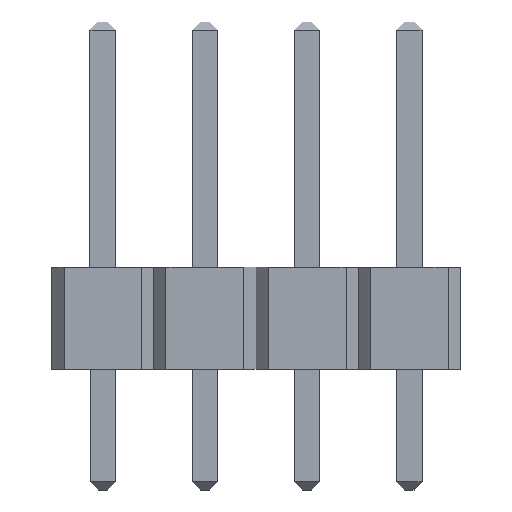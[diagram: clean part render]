
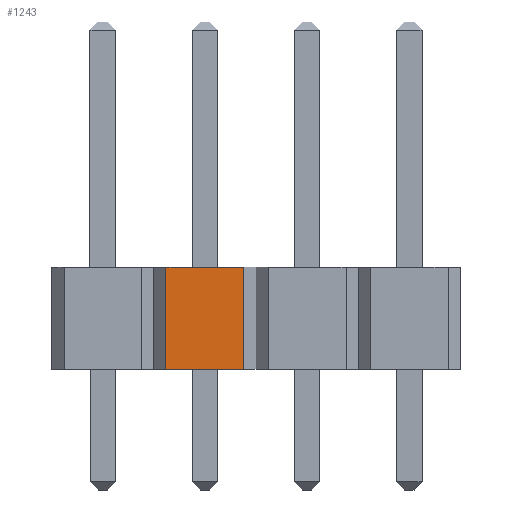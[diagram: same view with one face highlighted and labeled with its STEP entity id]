
A CAD part, top view. The second image highlights one B-rep face of the part: STEP entity #1243.
In plain terms, the highlighted planar face has unit normal (0, 0, 1).
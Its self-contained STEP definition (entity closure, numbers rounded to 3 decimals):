
#102 = DIRECTION ( 'NONE',  ( 0., 0., 1. ) ) ;
#142 = EDGE_CURVE ( 'NONE', #3322, #942, #3538, .T. ) ;
#184 = CARTESIAN_POINT ( 'NONE',  ( -5.08, 0., 1.27 ) ) ;
#268 = EDGE_CURVE ( 'NONE', #2839, #3322, #747, .T. ) ;
#306 = CARTESIAN_POINT ( 'NONE',  ( -2.24, 0., 1.27 ) ) ;
#318 = VECTOR ( 'NONE', #3408, 1000. ) ;
#332 = CARTESIAN_POINT ( 'NONE',  ( -2.24, 0., 1.27 ) ) ;
#378 = DIRECTION ( 'NONE',  ( 0., -1., 0. ) ) ;
#471 = PLANE ( 'NONE',  #1496 ) ;
#599 = EDGE_CURVE ( 'NONE', #3892, #2839, #2844, .T. ) ;
#689 = VECTOR ( 'NONE', #378, 1000. ) ;
#742 = EDGE_CURVE ( 'NONE', #3892, #942, #3309, .T. ) ;
#747 = LINE ( 'NONE', #1445, #318 ) ;
#937 = CARTESIAN_POINT ( 'NONE',  ( -0.3, -2.54, 1.27 ) ) ;
#942 = VERTEX_POINT ( 'NONE', #3581 ) ;
#1157 = ORIENTED_EDGE ( 'NONE', *, *, #268, .T. ) ;
#1188 = DIRECTION ( 'NONE',  ( 1., 0., 0. ) ) ;
#1243 = ADVANCED_FACE ( 'NONE', ( #1837 ), #471, .T. ) ;
#1445 = CARTESIAN_POINT ( 'NONE',  ( -5.08, -2.54, 1.27 ) ) ;
#1496 = AXIS2_PLACEMENT_3D ( 'NONE', #2944, #102, #1188 ) ;
#1551 = VECTOR ( 'NONE', #2532, 1000. ) ;
#1784 = CARTESIAN_POINT ( 'NONE',  ( -2.24, -2.54, 1.27 ) ) ;
#1837 = FACE_OUTER_BOUND ( 'NONE', #3396, .T. ) ;
#2051 = ORIENTED_EDGE ( 'NONE', *, *, #599, .T. ) ;
#2196 = CARTESIAN_POINT ( 'NONE',  ( -0.3, 0., 1.27 ) ) ;
#2206 = VECTOR ( 'NONE', #3544, 1000. ) ;
#2301 = ORIENTED_EDGE ( 'NONE', *, *, #742, .F. ) ;
#2532 = DIRECTION ( 'NONE',  ( 0., 1., 0. ) ) ;
#2839 = VERTEX_POINT ( 'NONE', #1784 ) ;
#2844 = LINE ( 'NONE', #332, #689 ) ;
#2944 = CARTESIAN_POINT ( 'NONE',  ( -5.08, 0., 1.27 ) ) ;
#3309 = LINE ( 'NONE', #184, #2206 ) ;
#3322 = VERTEX_POINT ( 'NONE', #937 ) ;
#3396 = EDGE_LOOP ( 'NONE', ( #2301, #2051, #1157, #3772 ) ) ;
#3408 = DIRECTION ( 'NONE',  ( 1., 0., 0. ) ) ;
#3538 = LINE ( 'NONE', #2196, #1551 ) ;
#3544 = DIRECTION ( 'NONE',  ( 1., 0., 0. ) ) ;
#3581 = CARTESIAN_POINT ( 'NONE',  ( -0.3, 0., 1.27 ) ) ;
#3772 = ORIENTED_EDGE ( 'NONE', *, *, #142, .T. ) ;
#3892 = VERTEX_POINT ( 'NONE', #306 ) ;
